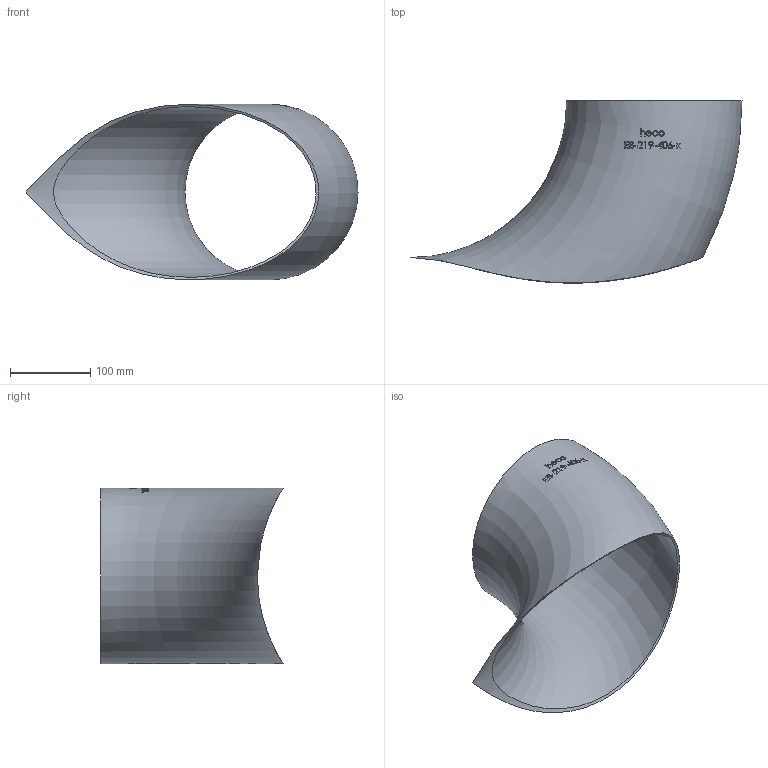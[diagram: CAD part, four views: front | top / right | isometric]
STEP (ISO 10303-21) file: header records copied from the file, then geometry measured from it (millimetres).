
FILE_DESCRIPTION (( 'STEP AP214' ), '1' );
FILE_NAME ('EB-219-406-x Einschweißbogen 1901.STEP', '2019-01-16T10:16:06', ( '' ), ( '' ), 'SwSTEP 2.0', 'SolidWorks 2016', '' );
FILE_SCHEMA (( 'AUTOMOTIVE_DESIGN' ));
Length unit declared in the file: millimetre
Products named in the file (1): EB-219-406-x Einschweißbogen 1901
Bounding box: 414.55 x 227.51 x 219.11 mm (x, y, z)
Volume: 505448.8 mm3; surface area: 343286.6 mm2
Topology: 1 solids, 1 shells, 194 faces, 509 edges, 340 vertices
Faces by surface type: plane 90, bspline 77, torus 26, cylinder 1
Entity records: 10544 total; most frequent: CARTESIAN_POINT 4636, ORIENTED_EDGE 1004, EDGE_CURVE 502, DIRECTION 406, VERTEX_POINT 336, B_SPLINE_CURVE_WITH_KNOTS 334, EDGE_LOOP 222, FACE_OUTER_BOUND 196
